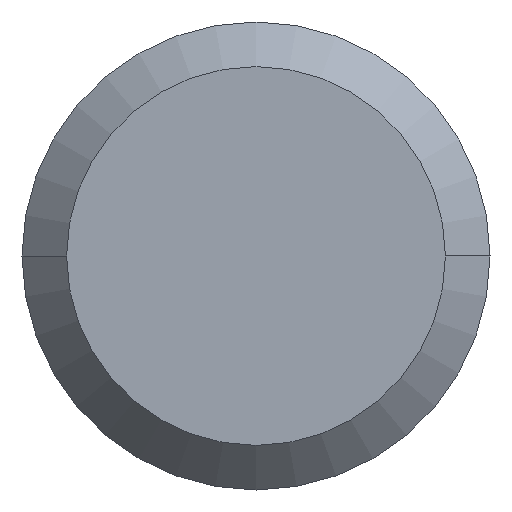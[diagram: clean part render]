
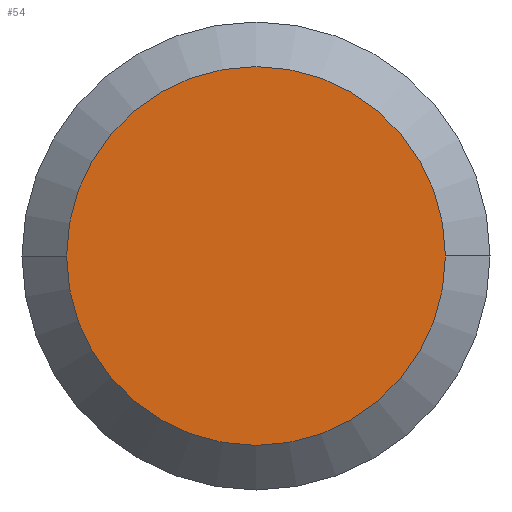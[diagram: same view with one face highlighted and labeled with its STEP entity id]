
A CAD part, left-side view. The second image highlights one B-rep face of the part: STEP entity #54.
In plain terms, the highlighted planar face has unit normal (-1, 0, 0).
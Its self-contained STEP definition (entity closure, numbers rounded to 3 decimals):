
#5 = VERTEX_POINT ( 'NONE', #415 ) ;
#28 = AXIS2_PLACEMENT_3D ( 'NONE', #74, #339, #117 ) ;
#36 = DIRECTION ( 'NONE',  ( 1., 0., 0. ) ) ;
#53 = CARTESIAN_POINT ( 'NONE',  ( 0., 3.238, 0. ) ) ;
#54 = ADVANCED_FACE ( 'NONE', ( #364 ), #236, .T. ) ;
#57 = CIRCLE ( 'NONE', #109, 3.238 ) ;
#74 = CARTESIAN_POINT ( 'NONE',  ( 0., 0., 0. ) ) ;
#105 = AXIS2_PLACEMENT_3D ( 'NONE', #175, #206, #203 ) ;
#106 = CARTESIAN_POINT ( 'NONE',  ( 0., 0., 0. ) ) ;
#109 = AXIS2_PLACEMENT_3D ( 'NONE', #106, #36, #111 ) ;
#111 = DIRECTION ( 'NONE',  ( 0., 1., 0. ) ) ;
#114 = CIRCLE ( 'NONE', #105, 3.238 ) ;
#117 = DIRECTION ( 'NONE',  ( 0., -1., 0. ) ) ;
#141 = ORIENTED_EDGE ( 'NONE', *, *, #306, .F. ) ;
#159 = EDGE_LOOP ( 'NONE', ( #190, #141 ) ) ;
#175 = CARTESIAN_POINT ( 'NONE',  ( 0., 0., 0. ) ) ;
#190 = ORIENTED_EDGE ( 'NONE', *, *, #328, .F. ) ;
#203 = DIRECTION ( 'NONE',  ( 0., 1., 0. ) ) ;
#206 = DIRECTION ( 'NONE',  ( 1., 0., 0. ) ) ;
#236 = PLANE ( 'NONE',  #28 ) ;
#306 = EDGE_CURVE ( 'NONE', #5, #411, #114, .T. ) ;
#328 = EDGE_CURVE ( 'NONE', #411, #5, #57, .T. ) ;
#339 = DIRECTION ( 'NONE',  ( -1., 0., 0. ) ) ;
#364 = FACE_OUTER_BOUND ( 'NONE', #159, .T. ) ;
#411 = VERTEX_POINT ( 'NONE', #53 ) ;
#415 = CARTESIAN_POINT ( 'NONE',  ( 0., -3.238, 0. ) ) ;
